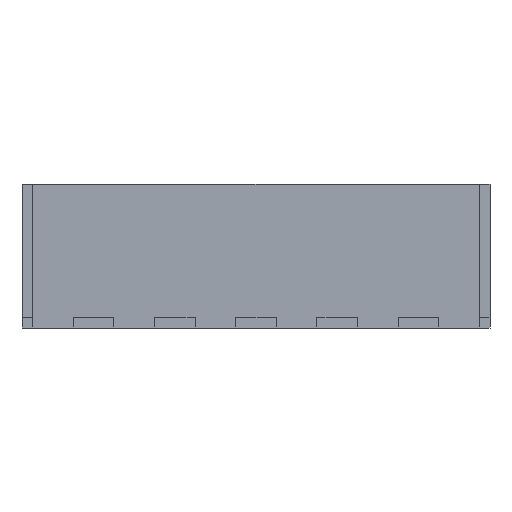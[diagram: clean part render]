
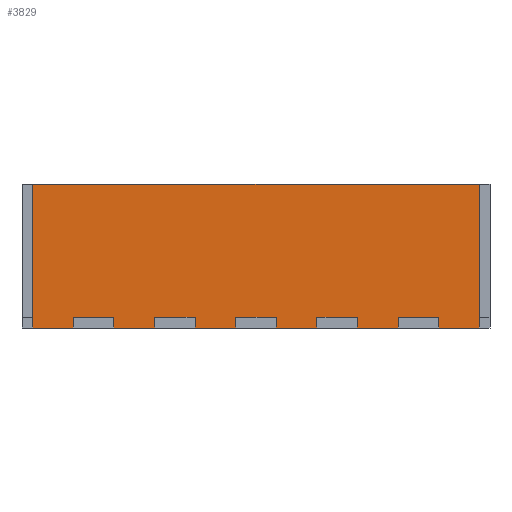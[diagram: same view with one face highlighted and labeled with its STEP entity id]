
A CAD part, front view. The second image highlights one B-rep face of the part: STEP entity #3829.
In plain terms, the highlighted planar face has unit normal (0, -1, 0).
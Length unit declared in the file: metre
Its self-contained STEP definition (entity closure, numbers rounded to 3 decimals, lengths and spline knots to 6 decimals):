
#274=ORIENTED_EDGE('',*,*,#1278,.F.);
#275=ORIENTED_EDGE('',*,*,#1279,.T.);
#276=ORIENTED_EDGE('',*,*,#1280,.F.);
#277=ORIENTED_EDGE('',*,*,#1281,.T.);
#278=ORIENTED_EDGE('',*,*,#1282,.T.);
#279=ORIENTED_EDGE('',*,*,#1283,.F.);
#280=ORIENTED_EDGE('',*,*,#1284,.F.);
#281=ORIENTED_EDGE('',*,*,#1285,.T.);
#282=ORIENTED_EDGE('',*,*,#1286,.T.);
#283=ORIENTED_EDGE('',*,*,#1287,.F.);
#284=ORIENTED_EDGE('',*,*,#1288,.F.);
#285=ORIENTED_EDGE('',*,*,#1289,.T.);
#286=ORIENTED_EDGE('',*,*,#1290,.T.);
#287=ORIENTED_EDGE('',*,*,#1291,.F.);
#288=ORIENTED_EDGE('',*,*,#1292,.F.);
#289=ORIENTED_EDGE('',*,*,#1293,.T.);
#290=ORIENTED_EDGE('',*,*,#1294,.T.);
#291=ORIENTED_EDGE('',*,*,#1295,.F.);
#292=ORIENTED_EDGE('',*,*,#1296,.F.);
#293=ORIENTED_EDGE('',*,*,#1297,.T.);
#294=ORIENTED_EDGE('',*,*,#1298,.T.);
#295=ORIENTED_EDGE('',*,*,#1299,.F.);
#296=ORIENTED_EDGE('',*,*,#1300,.F.);
#297=ORIENTED_EDGE('',*,*,#1301,.T.);
#1278=EDGE_CURVE('',#1797,#1798,#2205,.T.);
#1279=EDGE_CURVE('',#1797,#1799,#2206,.T.);
#1280=EDGE_CURVE('',#1800,#1799,#2207,.T.);
#1281=EDGE_CURVE('',#1800,#1801,#2208,.T.);
#1282=EDGE_CURVE('',#1801,#1802,#2209,.T.);
#1283=EDGE_CURVE('',#1803,#1802,#2210,.T.);
#1284=EDGE_CURVE('',#1804,#1803,#2211,.T.);
#1285=EDGE_CURVE('',#1804,#1805,#2212,.T.);
#1286=EDGE_CURVE('',#1805,#1806,#2213,.T.);
#1287=EDGE_CURVE('',#1807,#1806,#2214,.T.);
#1288=EDGE_CURVE('',#1808,#1807,#2215,.T.);
#1289=EDGE_CURVE('',#1808,#1809,#2216,.T.);
#1290=EDGE_CURVE('',#1809,#1810,#2217,.T.);
#1291=EDGE_CURVE('',#1811,#1810,#2218,.T.);
#1292=EDGE_CURVE('',#1812,#1811,#2219,.T.);
#1293=EDGE_CURVE('',#1812,#1813,#2220,.T.);
#1294=EDGE_CURVE('',#1813,#1814,#2221,.T.);
#1295=EDGE_CURVE('',#1815,#1814,#2222,.T.);
#1296=EDGE_CURVE('',#1816,#1815,#2223,.T.);
#1297=EDGE_CURVE('',#1816,#1817,#2224,.T.);
#1298=EDGE_CURVE('',#1817,#1818,#2225,.T.);
#1299=EDGE_CURVE('',#1819,#1818,#2226,.T.);
#1300=EDGE_CURVE('',#1820,#1819,#2227,.T.);
#1301=EDGE_CURVE('',#1820,#1798,#2228,.T.);
#1797=VERTEX_POINT('',#5518);
#1798=VERTEX_POINT('',#5519);
#1799=VERTEX_POINT('',#5521);
#1800=VERTEX_POINT('',#5523);
#1801=VERTEX_POINT('',#5525);
#1802=VERTEX_POINT('',#5527);
#1803=VERTEX_POINT('',#5529);
#1804=VERTEX_POINT('',#5531);
#1805=VERTEX_POINT('',#5533);
#1806=VERTEX_POINT('',#5535);
#1807=VERTEX_POINT('',#5537);
#1808=VERTEX_POINT('',#5539);
#1809=VERTEX_POINT('',#5541);
#1810=VERTEX_POINT('',#5543);
#1811=VERTEX_POINT('',#5545);
#1812=VERTEX_POINT('',#5547);
#1813=VERTEX_POINT('',#5549);
#1814=VERTEX_POINT('',#5551);
#1815=VERTEX_POINT('',#5553);
#1816=VERTEX_POINT('',#5555);
#1817=VERTEX_POINT('',#5557);
#1818=VERTEX_POINT('',#5559);
#1819=VERTEX_POINT('',#5561);
#1820=VERTEX_POINT('',#5563);
#2205=LINE('',#5517,#2742);
#2206=LINE('',#5520,#2743);
#2207=LINE('',#5522,#2744);
#2208=LINE('',#5524,#2745);
#2209=LINE('',#5526,#2746);
#2210=LINE('',#5528,#2747);
#2211=LINE('',#5530,#2748);
#2212=LINE('',#5532,#2749);
#2213=LINE('',#5534,#2750);
#2214=LINE('',#5536,#2751);
#2215=LINE('',#5538,#2752);
#2216=LINE('',#5540,#2753);
#2217=LINE('',#5542,#2754);
#2218=LINE('',#5544,#2755);
#2219=LINE('',#5546,#2756);
#2220=LINE('',#5548,#2757);
#2221=LINE('',#5550,#2758);
#2222=LINE('',#5552,#2759);
#2223=LINE('',#5554,#2760);
#2224=LINE('',#5556,#2761);
#2225=LINE('',#5558,#2762);
#2226=LINE('',#5560,#2763);
#2227=LINE('',#5562,#2764);
#2228=LINE('',#5564,#2765);
#2742=VECTOR('',#4489,1.);
#2743=VECTOR('',#4490,1.);
#2744=VECTOR('',#4491,1.);
#2745=VECTOR('',#4492,1.);
#2746=VECTOR('',#4493,1.);
#2747=VECTOR('',#4494,1.);
#2748=VECTOR('',#4495,1.);
#2749=VECTOR('',#4496,1.);
#2750=VECTOR('',#4497,1.);
#2751=VECTOR('',#4498,1.);
#2752=VECTOR('',#4499,1.);
#2753=VECTOR('',#4500,1.);
#2754=VECTOR('',#4501,1.);
#2755=VECTOR('',#4502,1.);
#2756=VECTOR('',#4503,1.);
#2757=VECTOR('',#4504,1.);
#2758=VECTOR('',#4505,1.);
#2759=VECTOR('',#4506,1.);
#2760=VECTOR('',#4507,1.);
#2761=VECTOR('',#4508,1.);
#2762=VECTOR('',#4509,1.);
#2763=VECTOR('',#4510,1.);
#2764=VECTOR('',#4511,1.);
#2765=VECTOR('',#4512,1.);
#3192=EDGE_LOOP('',(#274,#275,#276,#277,#278,#279,#280,#281,#282,#283,#284,
#285,#286,#287,#288,#289,#290,#291,#292,#293,#294,#295,#296,#297));
#3415=FACE_BOUND('',#3192,.T.);
#3638=PLANE('',#4098);
#3829=ADVANCED_FACE('',(#3415),#3638,.T.);
#4098=AXIS2_PLACEMENT_3D('',#5516,#4487,#4488);
#4487=DIRECTION('',(0.,-1.,0.));
#4488=DIRECTION('',(1.,0.,0.));
#4489=DIRECTION('',(1.,0.,0.));
#4490=DIRECTION('',(0.,0.,-1.));
#4491=DIRECTION('',(-1.,0.,0.));
#4492=DIRECTION('',(0.,0.,1.));
#4493=DIRECTION('',(1.,0.,0.));
#4494=DIRECTION('',(0.,0.,1.));
#4495=DIRECTION('',(-1.,0.,0.));
#4496=DIRECTION('',(0.,0.,1.));
#4497=DIRECTION('',(1.,0.,0.));
#4498=DIRECTION('',(0.,0.,1.));
#4499=DIRECTION('',(-1.,0.,0.));
#4500=DIRECTION('',(0.,0.,1.));
#4501=DIRECTION('',(1.,0.,0.));
#4502=DIRECTION('',(0.,0.,1.));
#4503=DIRECTION('',(-1.,0.,0.));
#4504=DIRECTION('',(0.,0.,1.));
#4505=DIRECTION('',(1.,0.,0.));
#4506=DIRECTION('',(0.,0.,1.));
#4507=DIRECTION('',(-1.,0.,0.));
#4508=DIRECTION('',(0.,0.,1.));
#4509=DIRECTION('',(1.,0.,0.));
#4510=DIRECTION('',(0.,0.,1.));
#4511=DIRECTION('',(-1.,0.,0.));
#4512=DIRECTION('',(0.,0.,1.));
#5516=CARTESIAN_POINT('',(0.,-0.065,0.03));
#5517=CARTESIAN_POINT('',(0.,-0.065,0.06));
#5518=CARTESIAN_POINT('',(-0.093,-0.065,0.06));
#5519=CARTESIAN_POINT('',(0.093,-0.065,0.06));
#5520=CARTESIAN_POINT('',(-0.093,-0.065,0.03));
#5521=CARTESIAN_POINT('',(-0.093,-0.065,0.));
#5522=CARTESIAN_POINT('',(0.,-0.065,0.));
#5523=CARTESIAN_POINT('',(-0.076091,-0.065,0.));
#5524=CARTESIAN_POINT('',(-0.076091,-0.065,0.00225));
#5525=CARTESIAN_POINT('',(-0.076091,-0.065,0.0045));
#5526=CARTESIAN_POINT('',(-0.067636,-0.065,0.0045));
#5527=CARTESIAN_POINT('',(-0.059182,-0.065,0.0045));
#5528=CARTESIAN_POINT('',(-0.059182,-0.065,0.00225));
#5529=CARTESIAN_POINT('',(-0.059182,-0.065,0.));
#5530=CARTESIAN_POINT('',(0.,-0.065,0.));
#5531=CARTESIAN_POINT('',(-0.042273,-0.065,0.));
#5532=CARTESIAN_POINT('',(-0.042273,-0.065,0.00225));
#5533=CARTESIAN_POINT('',(-0.042273,-0.065,0.0045));
#5534=CARTESIAN_POINT('',(-0.033818,-0.065,0.0045));
#5535=CARTESIAN_POINT('',(-0.025364,-0.065,0.0045));
#5536=CARTESIAN_POINT('',(-0.025364,-0.065,0.00225));
#5537=CARTESIAN_POINT('',(-0.025364,-0.065,0.));
#5538=CARTESIAN_POINT('',(0.,-0.065,0.));
#5539=CARTESIAN_POINT('',(-0.008455,-0.065,0.));
#5540=CARTESIAN_POINT('',(-0.008455,-0.065,0.00225));
#5541=CARTESIAN_POINT('',(-0.008455,-0.065,0.0045));
#5542=CARTESIAN_POINT('',(0.,-0.065,0.0045));
#5543=CARTESIAN_POINT('',(0.008455,-0.065,0.0045));
#5544=CARTESIAN_POINT('',(0.008455,-0.065,0.00225));
#5545=CARTESIAN_POINT('',(0.008455,-0.065,0.));
#5546=CARTESIAN_POINT('',(0.,-0.065,0.));
#5547=CARTESIAN_POINT('',(0.025364,-0.065,0.));
#5548=CARTESIAN_POINT('',(0.025364,-0.065,0.00225));
#5549=CARTESIAN_POINT('',(0.025364,-0.065,0.0045));
#5550=CARTESIAN_POINT('',(0.033818,-0.065,0.0045));
#5551=CARTESIAN_POINT('',(0.042273,-0.065,0.0045));
#5552=CARTESIAN_POINT('',(0.042273,-0.065,0.00225));
#5553=CARTESIAN_POINT('',(0.042273,-0.065,0.));
#5554=CARTESIAN_POINT('',(0.,-0.065,0.));
#5555=CARTESIAN_POINT('',(0.059182,-0.065,0.));
#5556=CARTESIAN_POINT('',(0.059182,-0.065,0.00225));
#5557=CARTESIAN_POINT('',(0.059182,-0.065,0.0045));
#5558=CARTESIAN_POINT('',(0.067636,-0.065,0.0045));
#5559=CARTESIAN_POINT('',(0.076091,-0.065,0.0045));
#5560=CARTESIAN_POINT('',(0.076091,-0.065,0.00225));
#5561=CARTESIAN_POINT('',(0.076091,-0.065,0.));
#5562=CARTESIAN_POINT('',(0.,-0.065,0.));
#5563=CARTESIAN_POINT('',(0.093,-0.065,0.));
#5564=CARTESIAN_POINT('',(0.093,-0.065,0.03));
